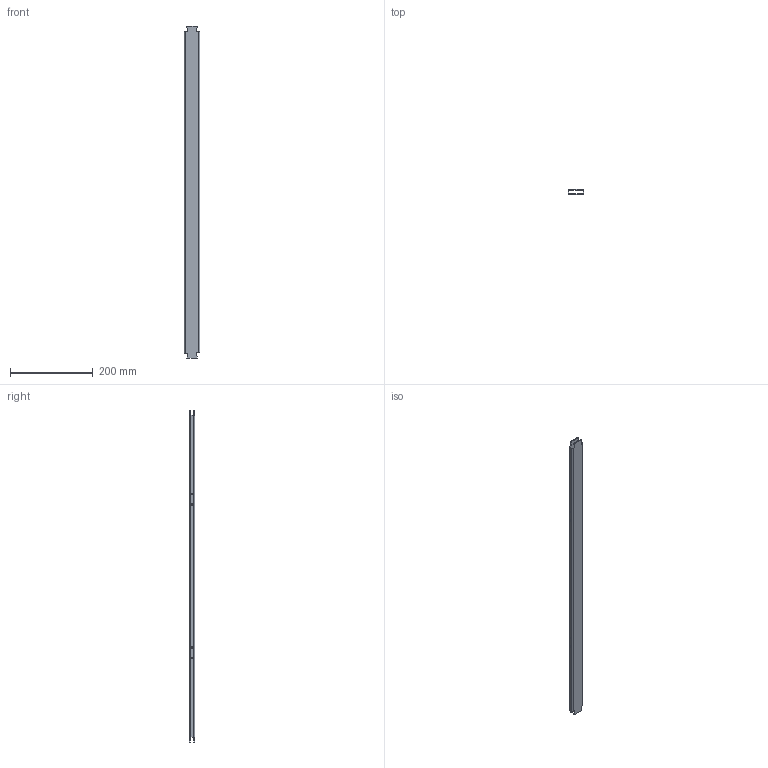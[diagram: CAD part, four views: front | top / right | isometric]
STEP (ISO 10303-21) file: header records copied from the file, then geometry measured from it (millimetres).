
FILE_DESCRIPTION(('FreeCAD Model'),'2;1');
FILE_NAME('outer_h_top.STEP','2017-12-13T13:57:48',('FreeCAD'),( 'FreeCAD'),'Open CASCADE STEP processor 6.8','FreeCAD','Unknown');
FILE_SCHEMA(('AUTOMOTIVE_DESIGN_CC2 { 1 2 10303 214 -1 1 5 4 }'));
Length unit declared in the file: millimetre
Products named in the file (1): Open CASCADE STEP translator 6.8 1
Bounding box: 38.1 x 12.7 x 804.6 mm (x, y, z)
Volume: 119738 mm3; surface area: 145716.9 mm2
Topology: 1 solids, 1 shells, 49 faces, 147 edges, 98 vertices
Faces by surface type: plane 32, cylinder 17
Full cylindrical faces by diameter (mm): 3.797 x9
Entity records: 3572 total; most frequent: CARTESIAN_POINT 705, DIRECTION 499, LINE 305, VECTOR 305, ORIENTED_EDGE 294, PCURVE 294, DEFINITIONAL_REPRESENTATION 294, EDGE_CURVE 147
